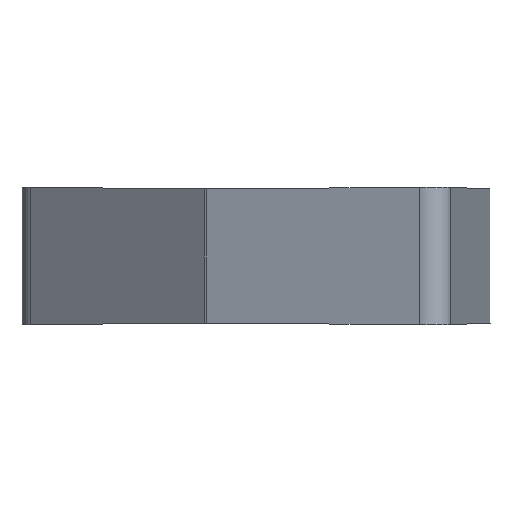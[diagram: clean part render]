
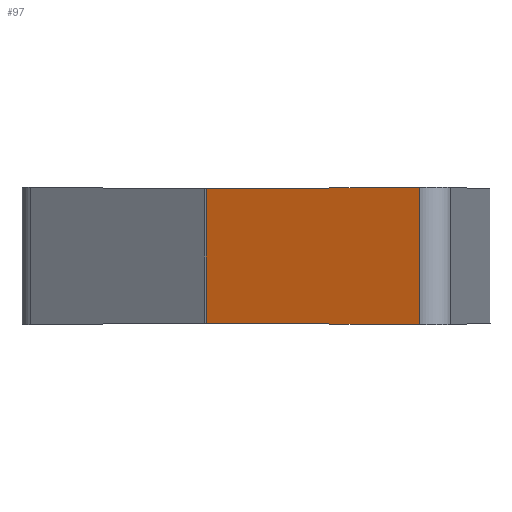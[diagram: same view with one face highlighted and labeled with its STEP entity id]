
A CAD part, left-side view. The second image highlights one B-rep face of the part: STEP entity #97.
In plain terms, the highlighted planar face has unit normal (-0.94, 0.342, 0).
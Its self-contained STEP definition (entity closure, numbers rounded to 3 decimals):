
#45=PLANE('',#488);
#56=FACE_OUTER_BOUND('',#128,.T.);
#63=LINE('',#14333,#75);
#67=LINE('',#14340,#79);
#75=VECTOR('',#503,1.);
#79=VECTOR('',#513,1.);
#97=ADVANCED_FACE('',(#56),#45,.T.);
#128=EDGE_LOOP('',(#250,#251,#252,#253,#254,#255,#256,#257));
#250=ORIENTED_EDGE('',*,*,#386,.T.);
#251=ORIENTED_EDGE('',*,*,#411,.F.);
#252=ORIENTED_EDGE('',*,*,#361,.T.);
#253=ORIENTED_EDGE('',*,*,#360,.T.);
#254=ORIENTED_EDGE('',*,*,#359,.T.);
#255=ORIENTED_EDGE('',*,*,#407,.T.);
#256=ORIENTED_EDGE('',*,*,#388,.T.);
#257=ORIENTED_EDGE('',*,*,#387,.T.);
#297=VERTEX_POINT('',#687);
#298=VERTEX_POINT('',#692);
#299=VERTEX_POINT('',#697);
#300=VERTEX_POINT('',#702);
#324=VERTEX_POINT('',#7530);
#325=VERTEX_POINT('',#7535);
#326=VERTEX_POINT('',#7540);
#327=VERTEX_POINT('',#7545);
#359=EDGE_CURVE('',#298,#297,#433,.T.);
#360=EDGE_CURVE('',#299,#298,#434,.T.);
#361=EDGE_CURVE('',#300,#299,#435,.T.);
#386=EDGE_CURVE('',#325,#324,#460,.T.);
#387=EDGE_CURVE('',#326,#325,#461,.T.);
#388=EDGE_CURVE('',#327,#326,#462,.T.);
#407=EDGE_CURVE('',#297,#327,#63,.T.);
#411=EDGE_CURVE('',#300,#324,#67,.T.);
#433=B_SPLINE_CURVE_WITH_KNOTS('',3,(#688,#689,#690,#691),.UNSPECIFIED.,
 .F.,.F.,(4,4),(0.,1.),.UNSPECIFIED.);
#434=B_SPLINE_CURVE_WITH_KNOTS('',3,(#693,#694,#695,#696),.UNSPECIFIED.,
 .F.,.F.,(4,4),(0.,1.),.UNSPECIFIED.);
#435=B_SPLINE_CURVE_WITH_KNOTS('',3,(#698,#699,#700,#701),.UNSPECIFIED.,
 .F.,.F.,(4,4),(0.,1.),.UNSPECIFIED.);
#460=B_SPLINE_CURVE_WITH_KNOTS('',3,(#7531,#7532,#7533,#7534),
 .UNSPECIFIED.,.F.,.F.,(4,4),(0.,1.),.UNSPECIFIED.);
#461=B_SPLINE_CURVE_WITH_KNOTS('',3,(#7536,#7537,#7538,#7539),
 .UNSPECIFIED.,.F.,.F.,(4,4),(0.,1.),.UNSPECIFIED.);
#462=B_SPLINE_CURVE_WITH_KNOTS('',3,(#7541,#7542,#7543,#7544),
 .UNSPECIFIED.,.F.,.F.,(4,4),(0.,1.),.UNSPECIFIED.);
#488=AXIS2_PLACEMENT_3D('',#14346,#522,#523);
#503=DIRECTION('',(0.,0.,-1.));
#513=DIRECTION('',(0.,0.,-1.));
#522=DIRECTION('',(-0.94,0.342,0.));
#523=DIRECTION('',(0.342,0.94,0.));
#687=CARTESIAN_POINT('',(-5.596,3.191,-0.144));
#688=CARTESIAN_POINT('',(-6.074,1.879,-0.144));
#689=CARTESIAN_POINT('',(-5.915,2.316,-0.144));
#690=CARTESIAN_POINT('',(-5.755,2.753,-0.144));
#691=CARTESIAN_POINT('',(-5.596,3.191,-0.144));
#692=CARTESIAN_POINT('',(-6.074,1.879,-0.144));
#693=CARTESIAN_POINT('',(-6.086,1.845,-0.144));
#694=CARTESIAN_POINT('',(-6.082,1.856,-0.144));
#695=CARTESIAN_POINT('',(-6.078,1.867,-0.144));
#696=CARTESIAN_POINT('',(-6.074,1.879,-0.144));
#697=CARTESIAN_POINT('',(-6.086,1.845,-0.144));
#698=CARTESIAN_POINT('',(-8.229,-4.044,-0.1));
#699=CARTESIAN_POINT('',(-7.515,-2.081,-0.115));
#700=CARTESIAN_POINT('',(-6.8,-0.118,-0.13));
#701=CARTESIAN_POINT('',(-6.086,1.845,-0.144));
#702=CARTESIAN_POINT('',(-8.229,-4.044,-0.1));
#7530=CARTESIAN_POINT('',(-8.229,-4.044,-4.76));
#7531=CARTESIAN_POINT('',(-6.086,1.845,-4.716));
#7532=CARTESIAN_POINT('',(-6.8,-0.118,-4.73));
#7533=CARTESIAN_POINT('',(-7.515,-2.081,-4.745));
#7534=CARTESIAN_POINT('',(-8.229,-4.044,-4.76));
#7535=CARTESIAN_POINT('',(-6.086,1.845,-4.716));
#7536=CARTESIAN_POINT('',(-6.074,1.879,-4.716));
#7537=CARTESIAN_POINT('',(-6.078,1.867,-4.716));
#7538=CARTESIAN_POINT('',(-6.082,1.856,-4.716));
#7539=CARTESIAN_POINT('',(-6.086,1.845,-4.716));
#7540=CARTESIAN_POINT('',(-6.074,1.879,-4.716));
#7541=CARTESIAN_POINT('',(-5.596,3.191,-4.716));
#7542=CARTESIAN_POINT('',(-5.755,2.753,-4.716));
#7543=CARTESIAN_POINT('',(-5.915,2.316,-4.716));
#7544=CARTESIAN_POINT('',(-6.074,1.879,-4.716));
#7545=CARTESIAN_POINT('',(-5.596,3.191,-4.716));
#14333=CARTESIAN_POINT('',(-5.596,3.191,0.1));
#14340=CARTESIAN_POINT('',(-8.229,-4.044,0.1));
#14346=CARTESIAN_POINT('',(-8.229,-4.044,0.1));
